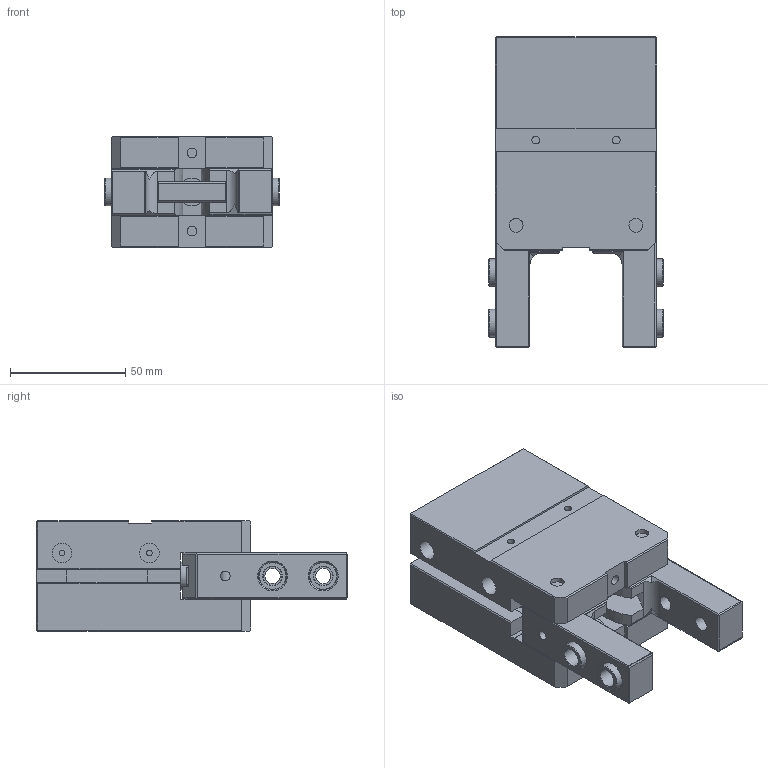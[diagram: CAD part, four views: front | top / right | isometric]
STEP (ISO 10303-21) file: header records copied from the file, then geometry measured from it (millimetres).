
FILE_DESCRIPTION(/* description */ (''),/* implementation_level */ '2;1');
FILE_NAME(/* name */ 'GPR 40.stp',/* time_stamp */ '2021-04-19T11:47:22+02:00',/* author */ ('Emilio'),/* organization */ (''),/* preprocessor_version */ 'ST-DEVELOPER v17.2',/* originating_system */ 'Autodesk Inventor 2019',/* authorisation */ '');
FILE_SCHEMA (('AUTOMOTIVE_DESIGN { 1 0 10303 214 3 1 1 }'));
Length unit declared in the file: millimetre
Products named in the file (7): GPR 40; Stelo; Corpo; Spina; PGC-40-SPINA CORTA; GPR-40 GRIFFA; BOCCOLA 12H7L6.9
Assembly tree (12 placements, depth 2):
  GPR 40
    Stelo
    Spina  x2
    Corpo
    PGC-40-SPINA CORTA  x2
    GPR-40 GRIFFA  x2
    BOCCOLA 12H7L6.9  x4
Bounding box: 76 x 135 x 48 mm (x, y, z)
Volume: 305660 mm3; surface area: 65608.8 mm2
Topology: 12 solids, 12 shells, 357 faces, 977 edges, 667 vertices
Faces by surface type: plane 231, cylinder 74, cone 52
Full cylindrical faces by diameter (mm): 2.5 x2, 3.3 x2, 4.134 x2, 4.2 x2, 5 x10, 6 x14, 6.647 x4, 8.2 x4, 8.566 x2, 12 x10, 22 x1, 42 x1
Entity records: 8720 total; most frequent: CARTESIAN_POINT 1532, DIRECTION 1488, ORIENTED_EDGE 1418, EDGE_CURVE 709, AXIS2_PLACEMENT_3D 512, VERTEX_POINT 488, LINE 464, VECTOR 464
